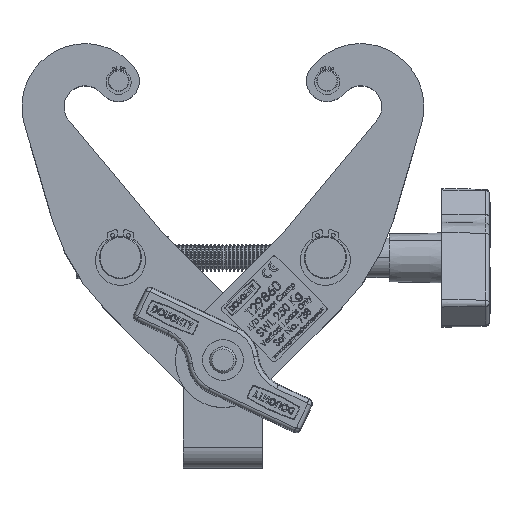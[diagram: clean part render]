
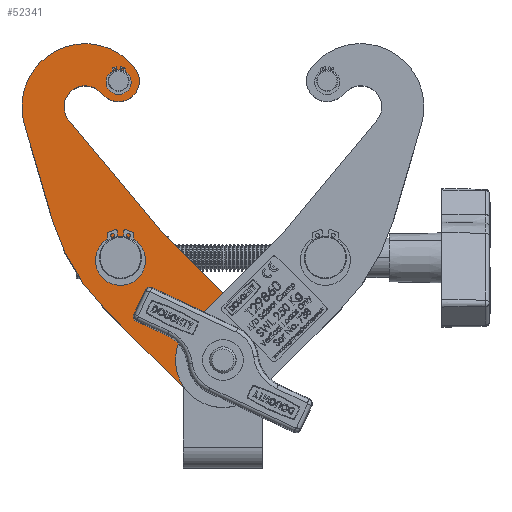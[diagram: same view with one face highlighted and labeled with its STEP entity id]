
A CAD part, top view. The second image highlights one B-rep face of the part: STEP entity #52341.
In plain terms, the highlighted planar face has unit normal (0, 0, 1).
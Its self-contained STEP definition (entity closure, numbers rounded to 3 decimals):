
#502 = ORIENTED_EDGE ( 'NONE', *, *, #95716, .F. ) ;
#547 = DIRECTION ( 'NONE',  ( -0.48, -0.877, 0. ) ) ;
#1196 = ORIENTED_EDGE ( 'NONE', *, *, #43700, .F. ) ;
#1403 = CARTESIAN_POINT ( 'NONE',  ( 62., 45., 3. ) ) ;
#1633 = VERTEX_POINT ( 'NONE', #52196 ) ;
#2613 = DIRECTION ( 'NONE',  ( 0., 0., 1. ) ) ;
#2809 = CARTESIAN_POINT ( 'NONE',  ( 9.947, 116.523, 3. ) ) ;
#4445 = CARTESIAN_POINT ( 'NONE',  ( 47., 103., 3. ) ) ;
#4657 = EDGE_CURVE ( 'NONE', #83563, #10706, #74520, .T. ) ;
#6947 = EDGE_CURVE ( 'NONE', #107522, #59285, #52583, .T. ) ;
#8101 = VERTEX_POINT ( 'NONE', #104867 ) ;
#8471 = ORIENTED_EDGE ( 'NONE', *, *, #37981, .F. ) ;
#9004 = CARTESIAN_POINT ( 'NONE',  ( 31., 105., 3. ) ) ;
#9373 = DIRECTION ( 'NONE',  ( 0., 0., 1. ) ) ;
#10183 = VECTOR ( 'NONE', #53118, 1000. ) ;
#10285 = EDGE_LOOP ( 'NONE', ( #502, #68449 ) ) ;
#10706 = VERTEX_POINT ( 'NONE', #20245 ) ;
#11520 = ORIENTED_EDGE ( 'NONE', *, *, #89069, .T. ) ;
#11715 = AXIS2_PLACEMENT_3D ( 'NONE', #57681, #65258, #48005 ) ;
#12584 = VECTOR ( 'NONE', #105410, 1000. ) ;
#13454 = CIRCLE ( 'NONE', #68269, 24. ) ;
#13739 = CIRCLE ( 'NONE', #87410, 5.2 ) ;
#13760 = FACE_BOUND ( 'NONE', #70445, .T. ) ;
#16442 = FACE_OUTER_BOUND ( 'NONE', #59316, .T. ) ;
#16467 = VECTOR ( 'NONE', #547, 1000. ) ;
#16655 = CARTESIAN_POINT ( 'NONE',  ( 9.947, 116.523, 3. ) ) ;
#18084 = DIRECTION ( 'NONE',  ( 0.052, -0.999, 0. ) ) ;
#20245 = CARTESIAN_POINT ( 'NONE',  ( 51.2, 103., 3. ) ) ;
#21499 = DIRECTION ( 'NONE',  ( 0., 0., 1. ) ) ;
#22015 = DIRECTION ( 'NONE',  ( 1., 0., 0. ) ) ;
#22197 = DIRECTION ( 'NONE',  ( 0., 0., 1. ) ) ;
#26456 = VECTOR ( 'NONE', #57919, 1000. ) ;
#27242 = CARTESIAN_POINT ( 'NONE',  ( 47., 103., 3. ) ) ;
#27918 = DIRECTION ( 'NONE',  ( 1., 0., 0. ) ) ;
#28092 = CARTESIAN_POINT ( 'NONE',  ( 18., 50., 3. ) ) ;
#29420 = DIRECTION ( 'NONE',  ( 0., 0., -1. ) ) ;
#29784 = DIRECTION ( 'NONE',  ( 1., 0., 0. ) ) ;
#30530 = CARTESIAN_POINT ( 'NONE',  ( 0., 0., 3. ) ) ;
#30859 = DIRECTION ( 'NONE',  ( 1., 0., 0. ) ) ;
#31102 = CIRCLE ( 'NONE', #99756, 8.2 ) ;
#31652 = VERTEX_POINT ( 'NONE', #57204 ) ;
#31914 = EDGE_CURVE ( 'NONE', #78147, #108959, #97028, .T. ) ;
#32559 = CARTESIAN_POINT ( 'NONE',  ( -5.2, 0., 3. ) ) ;
#33291 = CARTESIAN_POINT ( 'NONE',  ( -18., 0., 3. ) ) ;
#34682 = AXIS2_PLACEMENT_3D ( 'NONE', #27242, #69941, #60177 ) ;
#35698 = LINE ( 'NONE', #79052, #10183 ) ;
#37284 = DIRECTION ( 'NONE',  ( 0., 0., 1. ) ) ;
#37812 = VERTEX_POINT ( 'NONE', #101604 ) ;
#37981 = EDGE_CURVE ( 'NONE', #54798, #46308, #78844, .T. ) ;
#39294 = FACE_BOUND ( 'NONE', #10285, .T. ) ;
#43531 = AXIS2_PLACEMENT_3D ( 'NONE', #1403, #45594, #88723 ) ;
#43700 = EDGE_CURVE ( 'NONE', #46308, #54798, #13739, .T. ) ;
#43992 = CARTESIAN_POINT ( 'NONE',  ( 39.135, 102.594, 3. ) ) ;
#45321 = CARTESIAN_POINT ( 'NONE',  ( -18., 45., 3. ) ) ;
#45528 = PLANE ( 'NONE',  #109139 ) ;
#45594 = DIRECTION ( 'NONE',  ( 0., 0., 1. ) ) ;
#46139 = ORIENTED_EDGE ( 'NONE', *, *, #6947, .F. ) ;
#46308 = VERTEX_POINT ( 'NONE', #32559 ) ;
#46741 = AXIS2_PLACEMENT_3D ( 'NONE', #4445, #73414, #22015 ) ;
#46816 = EDGE_CURVE ( 'NONE', #99926, #37812, #90948, .T. ) ;
#47570 = CARTESIAN_POINT ( 'NONE',  ( 42.8, 103., 3. ) ) ;
#48005 = DIRECTION ( 'NONE',  ( 1., 0., 0. ) ) ;
#48243 = CARTESIAN_POINT ( 'NONE',  ( 5.2, 0., 3. ) ) ;
#49470 = CARTESIAN_POINT ( 'NONE',  ( 54.815, 102.023, 3. ) ) ;
#49764 = EDGE_CURVE ( 'NONE', #8101, #110808, #57052, .T. ) ;
#51269 = EDGE_LOOP ( 'NONE', ( #1196, #8471 ) ) ;
#51287 = LINE ( 'NONE', #16655, #16467 ) ;
#52072 = DIRECTION ( 'NONE',  ( 1., 0., 0. ) ) ;
#52196 = CARTESIAN_POINT ( 'NONE',  ( 18., 50., 3. ) ) ;
#52341 = ADVANCED_FACE ( 'NONE', ( #39294, #13760, #16442, #102379 ), #45528, .T. ) ;
#52583 = CIRCLE ( 'NONE', #88112, 8.2 ) ;
#52874 = EDGE_CURVE ( 'NONE', #59285, #107522, #31102, .T. ) ;
#53118 = DIRECTION ( 'NONE',  ( 0., 1., 0. ) ) ;
#54046 = ORIENTED_EDGE ( 'NONE', *, *, #95497, .T. ) ;
#54308 = CARTESIAN_POINT ( 'NONE',  ( 23.032, 105.72, 3. ) ) ;
#54576 = LINE ( 'NONE', #100826, #26456 ) ;
#54798 = VERTEX_POINT ( 'NONE', #48243 ) ;
#55162 = AXIS2_PLACEMENT_3D ( 'NONE', #30530, #21499, #29784 ) ;
#55228 = DIRECTION ( 'NONE',  ( 1., 0., 0. ) ) ;
#55842 = CARTESIAN_POINT ( 'NONE',  ( -8.2, 55., 3. ) ) ;
#57052 = CIRCLE ( 'NONE', #43531, 80. ) ;
#57204 = CARTESIAN_POINT ( 'NONE',  ( 39.135, 102.594, 3. ) ) ;
#57681 = CARTESIAN_POINT ( 'NONE',  ( 0., 0., 3. ) ) ;
#57820 = ORIENTED_EDGE ( 'NONE', *, *, #98845, .T. ) ;
#57919 = DIRECTION ( 'NONE',  ( 0., -1., 0. ) ) ;
#59285 = VERTEX_POINT ( 'NONE', #70817 ) ;
#59316 = EDGE_LOOP ( 'NONE', ( #89129, #57820, #11520, #71766, #94998, #62410, #54046, #70612, #65145, #110730 ) ) ;
#60177 = DIRECTION ( 'NONE',  ( 1., 0., 0. ) ) ;
#60216 = EDGE_CURVE ( 'NONE', #69089, #8101, #51287, .T. ) ;
#60822 = LINE ( 'NONE', #28092, #12584 ) ;
#61625 = CARTESIAN_POINT ( 'NONE',  ( 0., 55., 3. ) ) ;
#61947 = CARTESIAN_POINT ( 'NONE',  ( 0., 0., 3. ) ) ;
#61952 = CIRCLE ( 'NONE', #34682, 7.875 ) ;
#62410 = ORIENTED_EDGE ( 'NONE', *, *, #71129, .T. ) ;
#64871 = EDGE_CURVE ( 'NONE', #108959, #31652, #66973, .T. ) ;
#64879 = AXIS2_PLACEMENT_3D ( 'NONE', #104665, #2613, #104298 ) ;
#65145 = ORIENTED_EDGE ( 'NONE', *, *, #49764, .T. ) ;
#65258 = DIRECTION ( 'NONE',  ( 0., 0., 1. ) ) ;
#65318 = CARTESIAN_POINT ( 'NONE',  ( 0., 55., 3. ) ) ;
#66973 = LINE ( 'NONE', #43992, #72368 ) ;
#68269 = AXIS2_PLACEMENT_3D ( 'NONE', #9004, #9373, #68972 ) ;
#68449 = ORIENTED_EDGE ( 'NONE', *, *, #4657, .F. ) ;
#68972 = DIRECTION ( 'NONE',  ( 1., 0., 0. ) ) ;
#69089 = VERTEX_POINT ( 'NONE', #2809 ) ;
#69941 = DIRECTION ( 'NONE',  ( 0., 0., 1. ) ) ;
#70445 = EDGE_LOOP ( 'NONE', ( #77630, #46139 ) ) ;
#70612 = ORIENTED_EDGE ( 'NONE', *, *, #60216, .T. ) ;
#70817 = CARTESIAN_POINT ( 'NONE',  ( 8.2, 55., 3. ) ) ;
#71129 = EDGE_CURVE ( 'NONE', #31652, #93665, #61952, .T. ) ;
#71766 = ORIENTED_EDGE ( 'NONE', *, *, #31914, .T. ) ;
#72368 = VECTOR ( 'NONE', #18084, 1000. ) ;
#73414 = DIRECTION ( 'NONE',  ( 0., 0., 1. ) ) ;
#74520 = CIRCLE ( 'NONE', #64879, 4.2 ) ;
#77630 = ORIENTED_EDGE ( 'NONE', *, *, #52874, .F. ) ;
#77851 = DIRECTION ( 'NONE',  ( 1., 0., 0. ) ) ;
#77986 = CARTESIAN_POINT ( 'NONE',  ( 0., 0., 3. ) ) ;
#78147 = VERTEX_POINT ( 'NONE', #54308 ) ;
#78844 = CIRCLE ( 'NONE', #11715, 5.2 ) ;
#79052 = CARTESIAN_POINT ( 'NONE',  ( 18., 0., 3. ) ) ;
#80767 = CARTESIAN_POINT ( 'NONE',  ( 31., 105., 3. ) ) ;
#83563 = VERTEX_POINT ( 'NONE', #47570 ) ;
#84605 = AXIS2_PLACEMENT_3D ( 'NONE', #80767, #29420, #55228 ) ;
#85354 = CARTESIAN_POINT ( 'NONE',  ( 38.989, 105.413, 3. ) ) ;
#87410 = AXIS2_PLACEMENT_3D ( 'NONE', #77986, #93797, #52072 ) ;
#88112 = AXIS2_PLACEMENT_3D ( 'NONE', #65318, #22197, #30859 ) ;
#88723 = DIRECTION ( 'NONE',  ( -1., 0., 0. ) ) ;
#89069 = EDGE_CURVE ( 'NONE', #1633, #78147, #60822, .T. ) ;
#89129 = ORIENTED_EDGE ( 'NONE', *, *, #46816, .T. ) ;
#90948 = CIRCLE ( 'NONE', #55162, 18. ) ;
#93665 = VERTEX_POINT ( 'NONE', #49470 ) ;
#93797 = DIRECTION ( 'NONE',  ( 0., 0., 1. ) ) ;
#94033 = EDGE_CURVE ( 'NONE', #110808, #99926, #54576, .T. ) ;
#94998 = ORIENTED_EDGE ( 'NONE', *, *, #64871, .T. ) ;
#95497 = EDGE_CURVE ( 'NONE', #93665, #69089, #13454, .T. ) ;
#95716 = EDGE_CURVE ( 'NONE', #10706, #83563, #104769, .T. ) ;
#96262 = DIRECTION ( 'NONE',  ( 0., 0., 1. ) ) ;
#97028 = CIRCLE ( 'NONE', #84605, 8. ) ;
#98845 = EDGE_CURVE ( 'NONE', #37812, #1633, #35698, .T. ) ;
#99756 = AXIS2_PLACEMENT_3D ( 'NONE', #61625, #96262, #77851 ) ;
#99926 = VERTEX_POINT ( 'NONE', #33291 ) ;
#100826 = CARTESIAN_POINT ( 'NONE',  ( -18., 0., 3. ) ) ;
#101604 = CARTESIAN_POINT ( 'NONE',  ( 18., 0., 3. ) ) ;
#102379 = FACE_BOUND ( 'NONE', #51269, .T. ) ;
#104298 = DIRECTION ( 'NONE',  ( 1., 0., 0. ) ) ;
#104665 = CARTESIAN_POINT ( 'NONE',  ( 47., 103., 3. ) ) ;
#104769 = CIRCLE ( 'NONE', #46741, 4.2 ) ;
#104867 = CARTESIAN_POINT ( 'NONE',  ( -8.177, 83.409, 3. ) ) ;
#105410 = DIRECTION ( 'NONE',  ( 0.09, 0.996, 0. ) ) ;
#107522 = VERTEX_POINT ( 'NONE', #55842 ) ;
#108959 = VERTEX_POINT ( 'NONE', #85354 ) ;
#109139 = AXIS2_PLACEMENT_3D ( 'NONE', #61947, #37284, #27918 ) ;
#110730 = ORIENTED_EDGE ( 'NONE', *, *, #94033, .T. ) ;
#110808 = VERTEX_POINT ( 'NONE', #45321 ) ;
